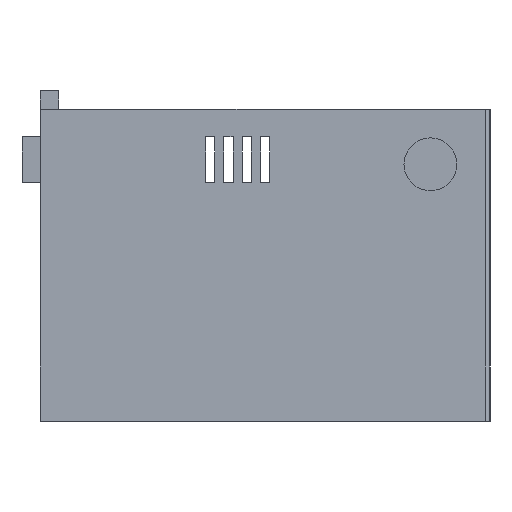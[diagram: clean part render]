
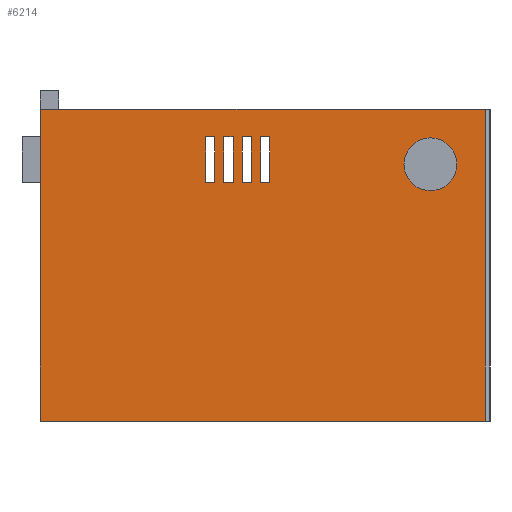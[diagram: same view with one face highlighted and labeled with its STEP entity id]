
A CAD part, left-side view. The second image highlights one B-rep face of the part: STEP entity #6214.
In plain terms, the highlighted planar face has unit normal (-1, 0, 0).
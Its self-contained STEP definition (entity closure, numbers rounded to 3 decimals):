
#3210 = EDGE_CURVE('',#3211,#3213,#3215,.T.);
#3211 = VERTEX_POINT('',#3212);
#3212 = CARTESIAN_POINT('',(-104.,-48.,68.));
#3213 = VERTEX_POINT('',#3214);
#3214 = CARTESIAN_POINT('',(-104.,45.,68.));
#3215 = LINE('',#3216,#3217);
#3216 = CARTESIAN_POINT('',(-104.,-49.,68.));
#3217 = VECTOR('',#3218,1.);
#3218 = DIRECTION('',(0.,1.,0.));
#4421 = EDGE_CURVE('',#4422,#4422,#4424,.T.);
#4422 = VERTEX_POINT('',#4423);
#4423 = CARTESIAN_POINT('',(-104.,-41.75,56.));
#4424 = CIRCLE('',#4425,5.75);
#4425 = AXIS2_PLACEMENT_3D('',#4426,#4427,#4428);
#4426 = CARTESIAN_POINT('',(-104.,-36.,56.));
#4427 = DIRECTION('',(-1.,0.,0.));
#4428 = DIRECTION('',(0.,-1.,0.));
#4447 = VERTEX_POINT('',#4448);
#4448 = CARTESIAN_POINT('',(-104.,1.,62.));
#4454 = EDGE_CURVE('',#4455,#4447,#4457,.T.);
#4455 = VERTEX_POINT('',#4456);
#4456 = CARTESIAN_POINT('',(-104.,-1.,62.));
#4457 = LINE('',#4458,#4459);
#4458 = CARTESIAN_POINT('',(-104.,-24.,62.));
#4459 = VECTOR('',#4460,1.);
#4460 = DIRECTION('',(0.,1.,-0.));
#4478 = EDGE_CURVE('',#4479,#4455,#4481,.T.);
#4479 = VERTEX_POINT('',#4480);
#4480 = CARTESIAN_POINT('',(-104.,-1.,52.));
#4481 = LINE('',#4482,#4483);
#4482 = CARTESIAN_POINT('',(-104.,-1.,26.));
#4483 = VECTOR('',#4484,1.);
#4484 = DIRECTION('',(0.,0.,1.));
#4502 = VERTEX_POINT('',#4503);
#4503 = CARTESIAN_POINT('',(-104.,1.,52.));
#4509 = EDGE_CURVE('',#4479,#4502,#4510,.T.);
#4510 = LINE('',#4511,#4512);
#4511 = CARTESIAN_POINT('',(-104.,-24.,52.));
#4512 = VECTOR('',#4513,1.);
#4513 = DIRECTION('',(0.,1.,-0.));
#4526 = EDGE_CURVE('',#4502,#4447,#4527,.T.);
#4527 = LINE('',#4528,#4529);
#4528 = CARTESIAN_POINT('',(-104.,1.,26.));
#4529 = VECTOR('',#4530,1.);
#4530 = DIRECTION('',(0.,0.,1.));
#4543 = VERTEX_POINT('',#4544);
#4544 = CARTESIAN_POINT('',(-104.,5.,62.));
#4550 = EDGE_CURVE('',#4551,#4543,#4553,.T.);
#4551 = VERTEX_POINT('',#4552);
#4552 = CARTESIAN_POINT('',(-104.,3.,62.));
#4553 = LINE('',#4554,#4555);
#4554 = CARTESIAN_POINT('',(-104.,-22.,62.));
#4555 = VECTOR('',#4556,1.);
#4556 = DIRECTION('',(0.,1.,-0.));
#4574 = EDGE_CURVE('',#4575,#4551,#4577,.T.);
#4575 = VERTEX_POINT('',#4576);
#4576 = CARTESIAN_POINT('',(-104.,3.,52.));
#4577 = LINE('',#4578,#4579);
#4578 = CARTESIAN_POINT('',(-104.,3.,26.));
#4579 = VECTOR('',#4580,1.);
#4580 = DIRECTION('',(0.,0.,1.));
#4598 = VERTEX_POINT('',#4599);
#4599 = CARTESIAN_POINT('',(-104.,5.,52.));
#4605 = EDGE_CURVE('',#4575,#4598,#4606,.T.);
#4606 = LINE('',#4607,#4608);
#4607 = CARTESIAN_POINT('',(-104.,-22.,52.));
#4608 = VECTOR('',#4609,1.);
#4609 = DIRECTION('',(0.,1.,-0.));
#4622 = EDGE_CURVE('',#4598,#4543,#4623,.T.);
#4623 = LINE('',#4624,#4625);
#4624 = CARTESIAN_POINT('',(-104.,5.,26.));
#4625 = VECTOR('',#4626,1.);
#4626 = DIRECTION('',(0.,0.,1.));
#4639 = VERTEX_POINT('',#4640);
#4640 = CARTESIAN_POINT('',(-104.,9.,62.));
#4646 = EDGE_CURVE('',#4647,#4639,#4649,.T.);
#4647 = VERTEX_POINT('',#4648);
#4648 = CARTESIAN_POINT('',(-104.,7.,62.));
#4649 = LINE('',#4650,#4651);
#4650 = CARTESIAN_POINT('',(-104.,-20.,62.));
#4651 = VECTOR('',#4652,1.);
#4652 = DIRECTION('',(0.,1.,-0.));
#4670 = EDGE_CURVE('',#4671,#4647,#4673,.T.);
#4671 = VERTEX_POINT('',#4672);
#4672 = CARTESIAN_POINT('',(-104.,7.,52.));
#4673 = LINE('',#4674,#4675);
#4674 = CARTESIAN_POINT('',(-104.,7.,26.));
#4675 = VECTOR('',#4676,1.);
#4676 = DIRECTION('',(0.,0.,1.));
#4694 = VERTEX_POINT('',#4695);
#4695 = CARTESIAN_POINT('',(-104.,9.,52.));
#4701 = EDGE_CURVE('',#4671,#4694,#4702,.T.);
#4702 = LINE('',#4703,#4704);
#4703 = CARTESIAN_POINT('',(-104.,-20.,52.));
#4704 = VECTOR('',#4705,1.);
#4705 = DIRECTION('',(0.,1.,-0.));
#4718 = EDGE_CURVE('',#4694,#4639,#4719,.T.);
#4719 = LINE('',#4720,#4721);
#4720 = CARTESIAN_POINT('',(-104.,9.,26.));
#4721 = VECTOR('',#4722,1.);
#4722 = DIRECTION('',(0.,0.,1.));
#4735 = VERTEX_POINT('',#4736);
#4736 = CARTESIAN_POINT('',(-104.,13.,62.));
#4742 = EDGE_CURVE('',#4743,#4735,#4745,.T.);
#4743 = VERTEX_POINT('',#4744);
#4744 = CARTESIAN_POINT('',(-104.,11.,62.));
#4745 = LINE('',#4746,#4747);
#4746 = CARTESIAN_POINT('',(-104.,-18.,62.));
#4747 = VECTOR('',#4748,1.);
#4748 = DIRECTION('',(0.,1.,-0.));
#4766 = EDGE_CURVE('',#4767,#4743,#4769,.T.);
#4767 = VERTEX_POINT('',#4768);
#4768 = CARTESIAN_POINT('',(-104.,11.,52.));
#4769 = LINE('',#4770,#4771);
#4770 = CARTESIAN_POINT('',(-104.,11.,26.));
#4771 = VECTOR('',#4772,1.);
#4772 = DIRECTION('',(0.,0.,1.));
#4790 = VERTEX_POINT('',#4791);
#4791 = CARTESIAN_POINT('',(-104.,13.,52.));
#4797 = EDGE_CURVE('',#4767,#4790,#4798,.T.);
#4798 = LINE('',#4799,#4800);
#4799 = CARTESIAN_POINT('',(-104.,-18.,52.));
#4800 = VECTOR('',#4801,1.);
#4801 = DIRECTION('',(0.,1.,-0.));
#4814 = EDGE_CURVE('',#4790,#4735,#4815,.T.);
#4815 = LINE('',#4816,#4817);
#4816 = CARTESIAN_POINT('',(-104.,13.,26.));
#4817 = VECTOR('',#4818,1.);
#4818 = DIRECTION('',(0.,0.,1.));
#6214 = ADVANCED_FACE('',(#6215,#6248,#6254,#6260,#6266,#6272),#6275,.T.
  );
#6215 = FACE_BOUND('',#6216,.T.);
#6216 = EDGE_LOOP('',(#6217,#6227,#6233,#6234,#6242));
#6217 = ORIENTED_EDGE('',*,*,#6218,.F.);
#6218 = EDGE_CURVE('',#6219,#6221,#6223,.T.);
#6219 = VERTEX_POINT('',#6220);
#6220 = CARTESIAN_POINT('',(-104.,-48.,0.));
#6221 = VERTEX_POINT('',#6222);
#6222 = CARTESIAN_POINT('',(-104.,49.,0.));
#6223 = LINE('',#6224,#6225);
#6224 = CARTESIAN_POINT('',(-104.,-49.,0.));
#6225 = VECTOR('',#6226,1.);
#6226 = DIRECTION('',(0.,1.,0.));
#6227 = ORIENTED_EDGE('',*,*,#6228,.T.);
#6228 = EDGE_CURVE('',#6219,#3211,#6229,.T.);
#6229 = LINE('',#6230,#6231);
#6230 = CARTESIAN_POINT('',(-104.,-48.,0.));
#6231 = VECTOR('',#6232,1.);
#6232 = DIRECTION('',(0.,0.,1.));
#6233 = ORIENTED_EDGE('',*,*,#3210,.T.);
#6234 = ORIENTED_EDGE('',*,*,#6235,.T.);
#6235 = EDGE_CURVE('',#3213,#6236,#6238,.T.);
#6236 = VERTEX_POINT('',#6237);
#6237 = CARTESIAN_POINT('',(-104.,49.,68.));
#6238 = LINE('',#6239,#6240);
#6239 = CARTESIAN_POINT('',(-104.,-49.,68.));
#6240 = VECTOR('',#6241,1.);
#6241 = DIRECTION('',(0.,1.,0.));
#6242 = ORIENTED_EDGE('',*,*,#6243,.F.);
#6243 = EDGE_CURVE('',#6221,#6236,#6244,.T.);
#6244 = LINE('',#6245,#6246);
#6245 = CARTESIAN_POINT('',(-104.,49.,0.));
#6246 = VECTOR('',#6247,1.);
#6247 = DIRECTION('',(0.,0.,1.));
#6248 = FACE_BOUND('',#6249,.T.);
#6249 = EDGE_LOOP('',(#6250,#6251,#6252,#6253));
#6250 = ORIENTED_EDGE('',*,*,#4509,.T.);
#6251 = ORIENTED_EDGE('',*,*,#4526,.T.);
#6252 = ORIENTED_EDGE('',*,*,#4454,.F.);
#6253 = ORIENTED_EDGE('',*,*,#4478,.F.);
#6254 = FACE_BOUND('',#6255,.T.);
#6255 = EDGE_LOOP('',(#6256,#6257,#6258,#6259));
#6256 = ORIENTED_EDGE('',*,*,#4605,.T.);
#6257 = ORIENTED_EDGE('',*,*,#4622,.T.);
#6258 = ORIENTED_EDGE('',*,*,#4550,.F.);
#6259 = ORIENTED_EDGE('',*,*,#4574,.F.);
#6260 = FACE_BOUND('',#6261,.T.);
#6261 = EDGE_LOOP('',(#6262,#6263,#6264,#6265));
#6262 = ORIENTED_EDGE('',*,*,#4701,.T.);
#6263 = ORIENTED_EDGE('',*,*,#4718,.T.);
#6264 = ORIENTED_EDGE('',*,*,#4646,.F.);
#6265 = ORIENTED_EDGE('',*,*,#4670,.F.);
#6266 = FACE_BOUND('',#6267,.T.);
#6267 = EDGE_LOOP('',(#6268,#6269,#6270,#6271));
#6268 = ORIENTED_EDGE('',*,*,#4797,.T.);
#6269 = ORIENTED_EDGE('',*,*,#4814,.T.);
#6270 = ORIENTED_EDGE('',*,*,#4742,.F.);
#6271 = ORIENTED_EDGE('',*,*,#4766,.F.);
#6272 = FACE_BOUND('',#6273,.T.);
#6273 = EDGE_LOOP('',(#6274));
#6274 = ORIENTED_EDGE('',*,*,#4421,.F.);
#6275 = PLANE('',#6276);
#6276 = AXIS2_PLACEMENT_3D('',#6277,#6278,#6279);
#6277 = CARTESIAN_POINT('',(-104.,-49.,0.));
#6278 = DIRECTION('',(-1.,0.,0.));
#6279 = DIRECTION('',(0.,1.,0.));
